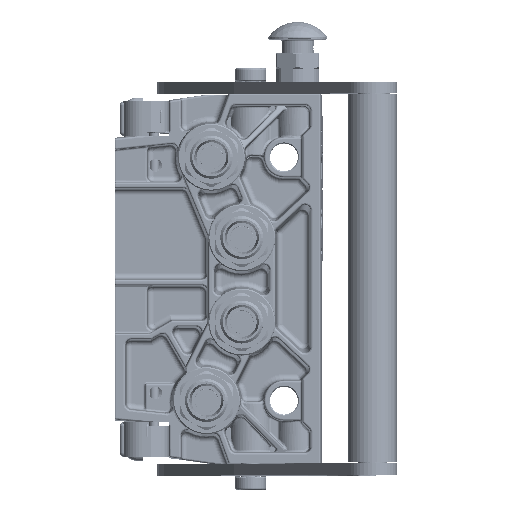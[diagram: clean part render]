
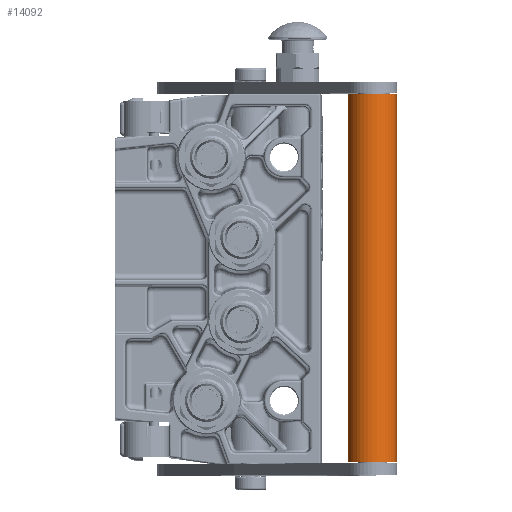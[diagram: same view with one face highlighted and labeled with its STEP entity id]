
A CAD part, top view. The second image highlights one B-rep face of the part: STEP entity #14092.
In plain terms, the highlighted cylindrical face has radius 12.5 mm (diameter 25 mm), a partial arc.
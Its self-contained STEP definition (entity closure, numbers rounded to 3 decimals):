
#10885 = EDGE_LOOP ( 'NONE', ( #176330, #144683, #79008, #208192 ) ) ;
#12068 = VERTEX_POINT ( 'NONE', #198058 ) ;
#12676 = CARTESIAN_POINT ( 'NONE',  ( 192., 0., 12.5 ) ) ;
#13887 = DIRECTION ( 'NONE',  ( 1., 0., 0. ) ) ;
#14092 = ADVANCED_FACE ( 'NONE', ( #58346 ), #171531, .T. ) ;
#14540 = CARTESIAN_POINT ( 'NONE',  ( 4.5, 0., 0. ) ) ;
#16863 = CARTESIAN_POINT ( 'NONE',  ( 192., 0., -12.5 ) ) ;
#20848 = CARTESIAN_POINT ( 'NONE',  ( 192., 0., -12.5 ) ) ;
#29920 = DIRECTION ( 'NONE',  ( 0., 0., -1. ) ) ;
#45161 = VECTOR ( 'NONE', #126262, 1000. ) ;
#58314 = CIRCLE ( 'NONE', #104843, 12.5 ) ;
#58346 = FACE_OUTER_BOUND ( 'NONE', #10885, .T. ) ;
#66576 = DIRECTION ( 'NONE',  ( -1., 0., 0. ) ) ;
#77609 = DIRECTION ( 'NONE',  ( 1., 0., 0. ) ) ;
#79008 = ORIENTED_EDGE ( 'NONE', *, *, #185811, .F. ) ;
#85657 = LINE ( 'NONE', #20848, #88067 ) ;
#88067 = VECTOR ( 'NONE', #182965, 1000. ) ;
#89756 = VERTEX_POINT ( 'NONE', #146670 ) ;
#93034 = DIRECTION ( 'NONE',  ( 0., 0., -1. ) ) ;
#95924 = CARTESIAN_POINT ( 'NONE',  ( 4.5, 0., -12.5 ) ) ;
#98613 = VERTEX_POINT ( 'NONE', #95924 ) ;
#101887 = EDGE_CURVE ( 'NONE', #206602, #98613, #85657, .T. ) ;
#104843 = AXIS2_PLACEMENT_3D ( 'NONE', #109928, #77609, #93034 ) ;
#109928 = CARTESIAN_POINT ( 'NONE',  ( 192., 0., 0. ) ) ;
#124096 = AXIS2_PLACEMENT_3D ( 'NONE', #14540, #13887, #29920 ) ;
#126262 = DIRECTION ( 'NONE',  ( -1., 0., 0. ) ) ;
#130579 = CARTESIAN_POINT ( 'NONE',  ( -9.825, 0., 0. ) ) ;
#130729 = LINE ( 'NONE', #12676, #45161 ) ;
#131290 = DIRECTION ( 'NONE',  ( 0., 0., 1. ) ) ;
#139174 = AXIS2_PLACEMENT_3D ( 'NONE', #130579, #66576, #131290 ) ;
#144683 = ORIENTED_EDGE ( 'NONE', *, *, #206843, .F. ) ;
#145261 = CIRCLE ( 'NONE', #124096, 12.5 ) ;
#146670 = CARTESIAN_POINT ( 'NONE',  ( 4.5, 0., 12.5 ) ) ;
#171531 = CYLINDRICAL_SURFACE ( 'NONE', #139174, 12.5 ) ;
#176330 = ORIENTED_EDGE ( 'NONE', *, *, #197162, .T. ) ;
#182965 = DIRECTION ( 'NONE',  ( -1., 0., 0. ) ) ;
#185811 = EDGE_CURVE ( 'NONE', #206602, #12068, #58314, .T. ) ;
#197162 = EDGE_CURVE ( 'NONE', #98613, #89756, #145261, .T. ) ;
#198058 = CARTESIAN_POINT ( 'NONE',  ( 192., 0., 12.5 ) ) ;
#206602 = VERTEX_POINT ( 'NONE', #16863 ) ;
#206843 = EDGE_CURVE ( 'NONE', #12068, #89756, #130729, .T. ) ;
#208192 = ORIENTED_EDGE ( 'NONE', *, *, #101887, .T. ) ;
